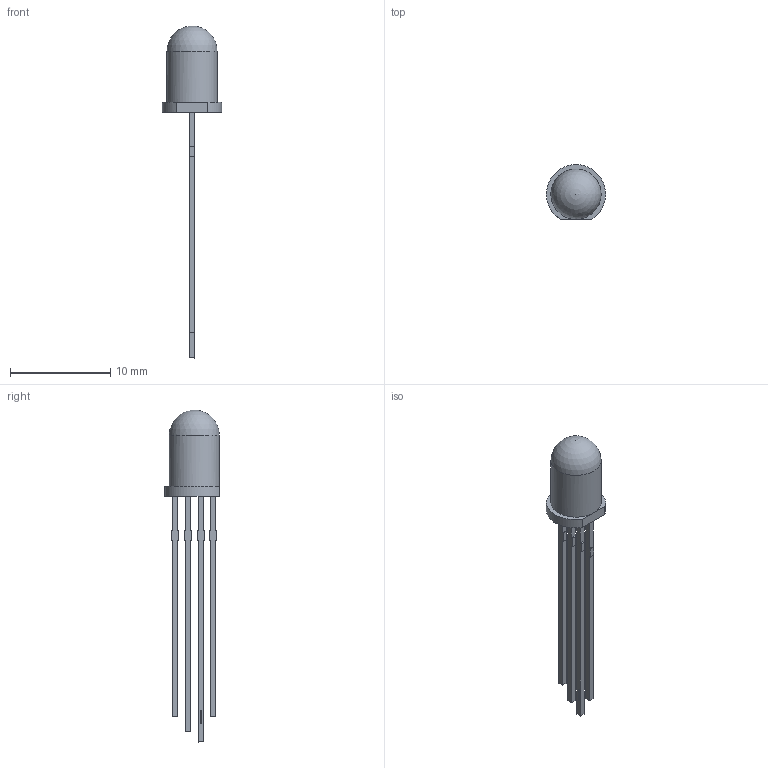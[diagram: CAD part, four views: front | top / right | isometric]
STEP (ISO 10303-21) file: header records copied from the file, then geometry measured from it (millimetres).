
FILE_DESCRIPTION( ( '' ), ' ' );
FILE_NAME( '5bbc407488b007141abd0d08.step', '2018-10-09T05:45:25', ( '' ), ( '' ), ' ', ' ', ' ' );
FILE_SCHEMA( ( 'AUTOMOTIVE_DESIGN { 1 0 10303 214 1 1 1 1 }' ) );
Length unit declared in the file: metre
Products named in the file (2): Open CASCADE STEP translator 6.8 1
Bounding box: 5.9 x 5.45 x 33.1 mm (x, y, z)
Volume: 49.8 mm3; surface area: 377 mm2
Topology: 1 solids, 3 shells, 331 faces, 940 edges, 643 vertices
Faces by surface type: plane 217, cylinder 83, extrusion 17, sphere 7, bspline 7
Full cylindrical faces by diameter (mm): 5 x1
Entity records: 13910 total; most frequent: CARTESIAN_POINT 3886, ORIENTED_EDGE 1869, DIRECTION 1019, EDGE_CURVE 937, B_SPLINE_CURVE_WITH_KNOTS 748, VERTEX_POINT 643, AXIS2_PLACEMENT_3D 487, EDGE_LOOP 364
